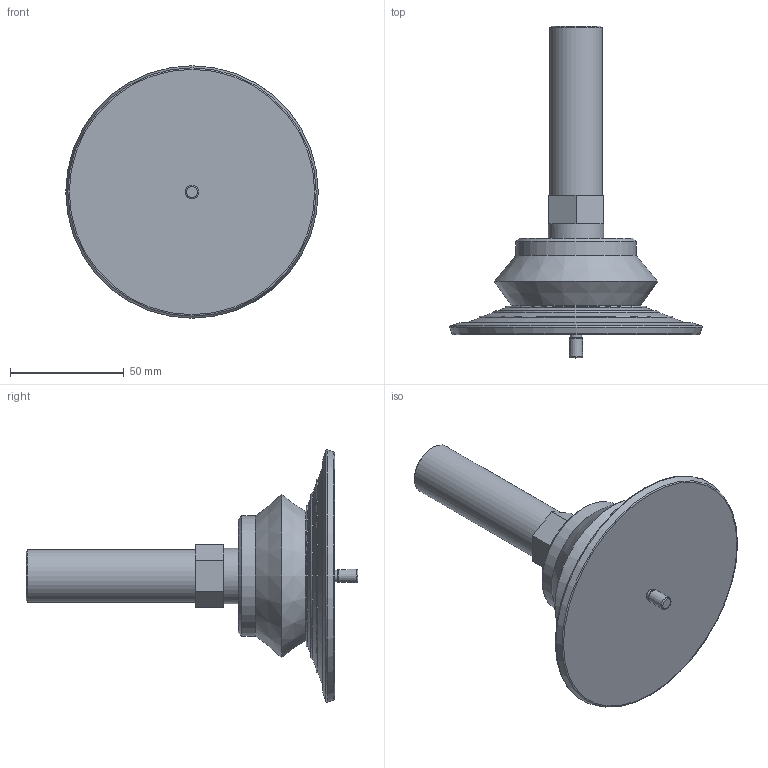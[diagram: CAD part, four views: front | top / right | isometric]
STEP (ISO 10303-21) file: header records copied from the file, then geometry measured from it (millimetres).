
FILE_DESCRIPTION(/* description */ (''),/* implementation_level */ '2;1');
FILE_NAME(/* name */ 'vfdlg114_racval12.stp',/* time_stamp */ '2020-10-13T16:27:50+02:00',/* author */ ('enginyeria'),/* organization */ (''),/* preprocessor_version */ 'ST-DEVELOPER v17.2',/* originating_system */ 'Autodesk Inventor 2019',/* authorisation */ '');
FILE_SCHEMA (('CONFIG_CONTROL_DESIGN'));
Length unit declared in the file: millimetre
Products named in the file (1): 3D_vfdlg114+racval12a
Bounding box: 111.19 x 146.17 x 111.19 mm (x, y, z)
Volume: 209035.9 mm3; surface area: 35204.2 mm2
Topology: 1 solids, 1 shells, 52 faces, 138 edges, 97 vertices
Faces by surface type: plane 29, cone 11, torus 7, cylinder 5
Full cylindrical faces by diameter (mm): 4.95 x1, 14.95 x1, 23 x1, 24.5 x1, 53 x1
Entity records: 1756 total; most frequent: DIRECTION 336, CARTESIAN_POINT 288, ORIENTED_EDGE 276, AXIS2_PLACEMENT_3D 145, EDGE_CURVE 138, VERTEX_POINT 97, CIRCLE 92, EDGE_LOOP 61
